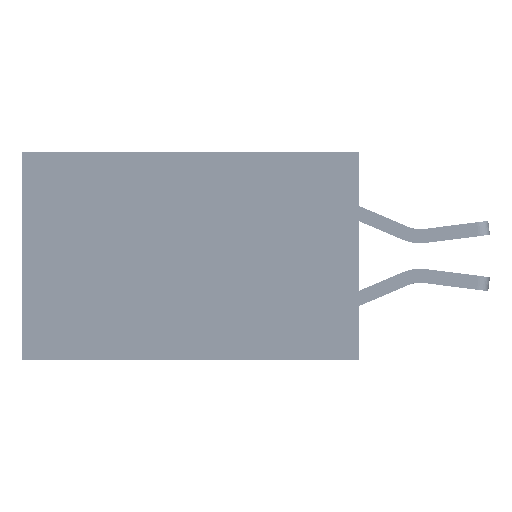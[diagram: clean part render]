
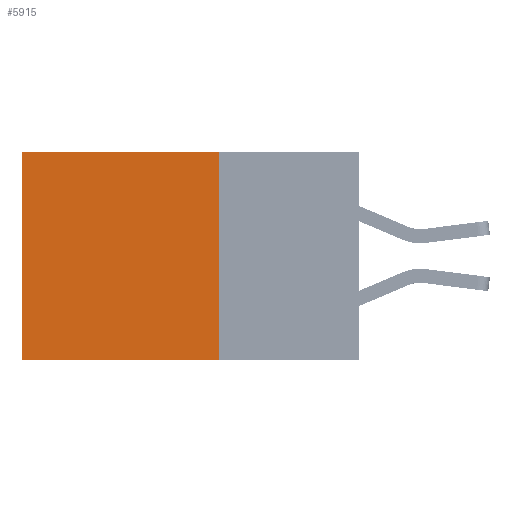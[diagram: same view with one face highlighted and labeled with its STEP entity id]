
A CAD part, left-side view. The second image highlights one B-rep face of the part: STEP entity #5915.
In plain terms, the highlighted planar face has unit normal (-1, 0, 0).
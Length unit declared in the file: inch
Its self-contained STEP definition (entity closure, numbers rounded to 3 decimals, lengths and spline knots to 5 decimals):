
#270 = VECTOR ( 'NONE', #13945, 39.37008 ) ;
#503 = CARTESIAN_POINT ( 'NONE',  ( 0.2875, 0.6, 0. ) ) ;
#1596 = VERTEX_POINT ( 'NONE', #31712 ) ;
#3943 = ORIENTED_EDGE ( 'NONE', *, *, #23983, .F. ) ;
#4007 = PLANE ( 'NONE',  #12532 ) ;
#4178 = DIRECTION ( 'NONE',  ( 0., 1., 0. ) ) ;
#5915 = ADVANCED_FACE ( 'NONE', ( #35904 ), #4007, .F. ) ;
#7217 = CARTESIAN_POINT ( 'NONE',  ( 0.2875, 0.25, 0. ) ) ;
#8140 = EDGE_CURVE ( 'NONE', #9176, #19926, #44763, .T. ) ;
#8462 = ORIENTED_EDGE ( 'NONE', *, *, #27264, .T. ) ;
#9176 = VERTEX_POINT ( 'NONE', #14981 ) ;
#10149 = ORIENTED_EDGE ( 'NONE', *, *, #24437, .F. ) ;
#11362 = LINE ( 'NONE', #37656, #270 ) ;
#12017 = CARTESIAN_POINT ( 'NONE',  ( 0.2875, 0.25, 0. ) ) ;
#12532 = AXIS2_PLACEMENT_3D ( 'NONE', #12017, #16583, #53586 ) ;
#13945 = DIRECTION ( 'NONE',  ( 0., 1., 0. ) ) ;
#14342 = CARTESIAN_POINT ( 'NONE',  ( 0.2875, 0.6, -0.37 ) ) ;
#14981 = CARTESIAN_POINT ( 'NONE',  ( 0.2875, 0.6, 0. ) ) ;
#16583 = DIRECTION ( 'NONE',  ( 1., 0., 0. ) ) ;
#19317 = VECTOR ( 'NONE', #50082, 39.37008 ) ;
#19926 = VERTEX_POINT ( 'NONE', #14342 ) ;
#20759 = CARTESIAN_POINT ( 'NONE',  ( 0.2875, 0.25, -0.37 ) ) ;
#21377 = VERTEX_POINT ( 'NONE', #52448 ) ;
#23983 = EDGE_CURVE ( 'NONE', #1596, #19926, #47521, .T. ) ;
#24437 = EDGE_CURVE ( 'NONE', #21377, #1596, #24649, .T. ) ;
#24649 = LINE ( 'NONE', #7217, #38362 ) ;
#27264 = EDGE_CURVE ( 'NONE', #21377, #9176, #11362, .T. ) ;
#31712 = CARTESIAN_POINT ( 'NONE',  ( 0.2875, 0.25, -0.37 ) ) ;
#35904 = FACE_OUTER_BOUND ( 'NONE', #44348, .T. ) ;
#36393 = DIRECTION ( 'NONE',  ( 0., 0., -1. ) ) ;
#36432 = VECTOR ( 'NONE', #4178, 39.37008 ) ;
#37656 = CARTESIAN_POINT ( 'NONE',  ( 0.2875, 0.25, 0. ) ) ;
#38362 = VECTOR ( 'NONE', #36393, 39.37008 ) ;
#44348 = EDGE_LOOP ( 'NONE', ( #48065, #3943, #10149, #8462 ) ) ;
#44763 = LINE ( 'NONE', #503, #19317 ) ;
#47521 = LINE ( 'NONE', #20759, #36432 ) ;
#48065 = ORIENTED_EDGE ( 'NONE', *, *, #8140, .T. ) ;
#50082 = DIRECTION ( 'NONE',  ( 0., 0., -1. ) ) ;
#52448 = CARTESIAN_POINT ( 'NONE',  ( 0.2875, 0.25, 0. ) ) ;
#53586 = DIRECTION ( 'NONE',  ( 0., 0., -1. ) ) ;
